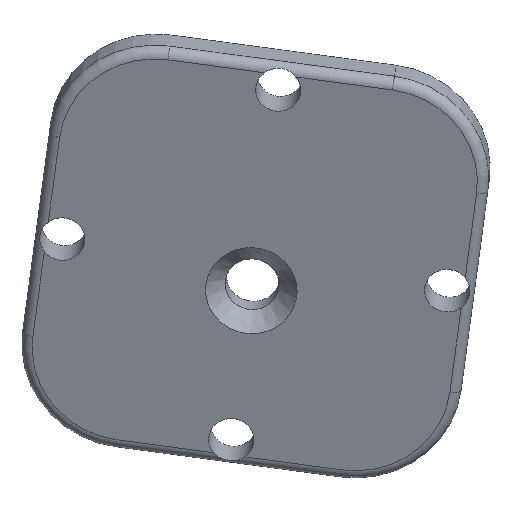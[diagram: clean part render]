
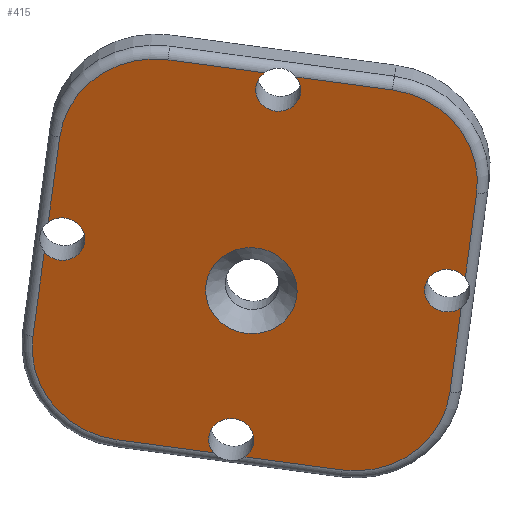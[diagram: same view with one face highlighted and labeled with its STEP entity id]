
A CAD part, left-side view. The second image highlights one B-rep face of the part: STEP entity #415.
In plain terms, the highlighted planar face has unit normal (-0.939, 0.046, -0.342).
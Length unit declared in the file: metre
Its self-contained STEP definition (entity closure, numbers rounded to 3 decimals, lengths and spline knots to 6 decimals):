
#25=PLANE('',#460);
#35=CIRCLE('',#461,0.0021);
#36=CIRCLE('',#462,0.009);
#37=CIRCLE('',#463,0.0021);
#38=CIRCLE('',#464,0.009);
#39=CIRCLE('',#465,0.0021);
#40=CIRCLE('',#466,0.009);
#41=CIRCLE('',#467,0.0021);
#42=CIRCLE('',#468,0.009);
#43=CIRCLE('',#469,0.00425);
#90=ORIENTED_EDGE('',*,*,#200,.F.);
#91=ORIENTED_EDGE('',*,*,#201,.T.);
#92=ORIENTED_EDGE('',*,*,#202,.T.);
#93=ORIENTED_EDGE('',*,*,#203,.T.);
#94=ORIENTED_EDGE('',*,*,#204,.F.);
#95=ORIENTED_EDGE('',*,*,#205,.T.);
#96=ORIENTED_EDGE('',*,*,#206,.T.);
#97=ORIENTED_EDGE('',*,*,#207,.T.);
#98=ORIENTED_EDGE('',*,*,#208,.F.);
#99=ORIENTED_EDGE('',*,*,#209,.T.);
#100=ORIENTED_EDGE('',*,*,#210,.T.);
#101=ORIENTED_EDGE('',*,*,#211,.T.);
#102=ORIENTED_EDGE('',*,*,#212,.F.);
#103=ORIENTED_EDGE('',*,*,#213,.T.);
#104=ORIENTED_EDGE('',*,*,#214,.T.);
#105=ORIENTED_EDGE('',*,*,#215,.T.);
#106=ORIENTED_EDGE('',*,*,#216,.T.);
#200=EDGE_CURVE('',#251,#252,#35,.T.);
#201=EDGE_CURVE('',#251,#253,#290,.T.);
#202=EDGE_CURVE('',#253,#254,#36,.T.);
#203=EDGE_CURVE('',#254,#255,#291,.T.);
#204=EDGE_CURVE('',#256,#255,#37,.T.);
#205=EDGE_CURVE('',#256,#257,#292,.T.);
#206=EDGE_CURVE('',#257,#258,#38,.T.);
#207=EDGE_CURVE('',#258,#259,#293,.T.);
#208=EDGE_CURVE('',#260,#259,#39,.T.);
#209=EDGE_CURVE('',#260,#261,#294,.T.);
#210=EDGE_CURVE('',#261,#262,#40,.T.);
#211=EDGE_CURVE('',#262,#263,#295,.T.);
#212=EDGE_CURVE('',#264,#263,#41,.T.);
#213=EDGE_CURVE('',#264,#265,#296,.T.);
#214=EDGE_CURVE('',#265,#266,#42,.T.);
#215=EDGE_CURVE('',#266,#252,#297,.T.);
#216=EDGE_CURVE('',#267,#267,#43,.F.);
#251=VERTEX_POINT('',#686);
#252=VERTEX_POINT('',#687);
#253=VERTEX_POINT('',#689);
#254=VERTEX_POINT('',#691);
#255=VERTEX_POINT('',#693);
#256=VERTEX_POINT('',#695);
#257=VERTEX_POINT('',#697);
#258=VERTEX_POINT('',#699);
#259=VERTEX_POINT('',#701);
#260=VERTEX_POINT('',#703);
#261=VERTEX_POINT('',#705);
#262=VERTEX_POINT('',#707);
#263=VERTEX_POINT('',#709);
#264=VERTEX_POINT('',#711);
#265=VERTEX_POINT('',#713);
#266=VERTEX_POINT('',#715);
#267=VERTEX_POINT('',#718);
#290=LINE('',#688,#314);
#291=LINE('',#692,#315);
#292=LINE('',#696,#316);
#293=LINE('',#700,#317);
#294=LINE('',#704,#318);
#295=LINE('',#708,#319);
#296=LINE('',#712,#320);
#297=LINE('',#716,#321);
#314=VECTOR('',#553,1.);
#315=VECTOR('',#556,1.);
#316=VECTOR('',#559,1.);
#317=VECTOR('',#562,1.);
#318=VECTOR('',#565,1.);
#319=VECTOR('',#568,1.);
#320=VECTOR('',#571,1.);
#321=VECTOR('',#574,1.);
#330=EDGE_LOOP('',(#90,#91,#92,#93,#94,#95,#96,#97,#98,#99,#100,#101,#102,
#103,#104,#105));
#331=EDGE_LOOP('',(#106));
#366=FACE_BOUND('',#330,.T.);
#367=FACE_BOUND('',#331,.T.);
#415=ADVANCED_FACE('',(#366,#367),#25,.T.);
#460=AXIS2_PLACEMENT_3D('',#684,#549,#550);
#461=AXIS2_PLACEMENT_3D('',#685,#551,#552);
#462=AXIS2_PLACEMENT_3D('',#690,#554,#555);
#463=AXIS2_PLACEMENT_3D('',#694,#557,#558);
#464=AXIS2_PLACEMENT_3D('',#698,#560,#561);
#465=AXIS2_PLACEMENT_3D('',#702,#563,#564);
#466=AXIS2_PLACEMENT_3D('',#706,#566,#567);
#467=AXIS2_PLACEMENT_3D('',#710,#569,#570);
#468=AXIS2_PLACEMENT_3D('',#714,#572,#573);
#469=AXIS2_PLACEMENT_3D('',#717,#575,#576);
#549=DIRECTION('',(-0.939,0.046,-0.342));
#550=DIRECTION('',(-0.043,-0.999,-0.016));
#551=DIRECTION('',(-0.939,0.046,-0.342));
#552=DIRECTION('',(-0.342,0.,0.94));
#553=DIRECTION('',(0.,-0.991,-0.133));
#554=DIRECTION('',(-0.939,0.046,-0.342));
#555=DIRECTION('',(-0.342,0.,0.94));
#556=DIRECTION('',(-0.345,-0.125,0.93));
#557=DIRECTION('',(-0.939,0.046,-0.342));
#558=DIRECTION('',(-0.342,0.,0.94));
#559=DIRECTION('',(-0.345,-0.125,0.93));
#560=DIRECTION('',(-0.939,0.046,-0.342));
#561=DIRECTION('',(-0.342,0.,0.94));
#562=DIRECTION('',(0.,0.991,0.133));
#563=DIRECTION('',(-0.939,0.046,-0.342));
#564=DIRECTION('',(-0.342,0.,0.94));
#565=DIRECTION('',(0.,0.991,0.133));
#566=DIRECTION('',(-0.939,0.046,-0.342));
#567=DIRECTION('',(-0.342,0.,0.94));
#568=DIRECTION('',(0.345,0.125,-0.93));
#569=DIRECTION('',(-0.939,0.046,-0.342));
#570=DIRECTION('',(-0.342,0.,0.94));
#571=DIRECTION('',(0.345,0.125,-0.93));
#572=DIRECTION('',(-0.939,0.046,-0.342));
#573=DIRECTION('',(-0.342,0.,0.94));
#574=DIRECTION('',(0.,-0.991,-0.133));
#575=DIRECTION('',(-0.939,0.046,-0.342));
#576=DIRECTION('',(-0.342,0.,0.94));
#684=CARTESIAN_POINT('',(0.172131,-0.07218,0.153932));
#685=CARTESIAN_POINT('',(0.178146,-0.070005,0.137717));
#686=CARTESIAN_POINT('',(0.178664,-0.071274,0.136126));
#687=CARTESIAN_POINT('',(0.178664,-0.068361,0.136517));
#688=CARTESIAN_POINT('',(0.178664,-0.080224,0.134926));
#689=CARTESIAN_POINT('',(0.178664,-0.080224,0.134926));
#690=CARTESIAN_POINT('',(0.175558,-0.081347,0.143298));
#691=CARTESIAN_POINT('',(0.175558,-0.090267,0.142101));
#692=CARTESIAN_POINT('',(0.168704,-0.092746,0.160577));
#693=CARTESIAN_POINT('',(0.172638,-0.091323,0.149972));
#694=CARTESIAN_POINT('',(0.172131,-0.09002,0.151539));
#695=CARTESIAN_POINT('',(0.171624,-0.09169,0.152706));
#696=CARTESIAN_POINT('',(0.168704,-0.092746,0.160577));
#697=CARTESIAN_POINT('',(0.168704,-0.092746,0.160577));
#698=CARTESIAN_POINT('',(0.168704,-0.083826,0.161774));
#699=CARTESIAN_POINT('',(0.165598,-0.084949,0.170146));
#700=CARTESIAN_POINT('',(0.165598,-0.064136,0.172938));
#701=CARTESIAN_POINT('',(0.165598,-0.075999,0.171347));
#702=CARTESIAN_POINT('',(0.166116,-0.074355,0.170147));
#703=CARTESIAN_POINT('',(0.165598,-0.073086,0.171738));
#704=CARTESIAN_POINT('',(0.165598,-0.064136,0.172938));
#705=CARTESIAN_POINT('',(0.165598,-0.064136,0.172938));
#706=CARTESIAN_POINT('',(0.168704,-0.063012,0.164566));
#707=CARTESIAN_POINT('',(0.168704,-0.054092,0.165763));
#708=CARTESIAN_POINT('',(0.175558,-0.051614,0.147287));
#709=CARTESIAN_POINT('',(0.171624,-0.053036,0.157892));
#710=CARTESIAN_POINT('',(0.172131,-0.05434,0.156325));
#711=CARTESIAN_POINT('',(0.172638,-0.05267,0.155158));
#712=CARTESIAN_POINT('',(0.175558,-0.051614,0.147287));
#713=CARTESIAN_POINT('',(0.175558,-0.051614,0.147287));
#714=CARTESIAN_POINT('',(0.175558,-0.060534,0.14609));
#715=CARTESIAN_POINT('',(0.178664,-0.059411,0.137718));
#716=CARTESIAN_POINT('',(0.178664,-0.080224,0.134926));
#717=CARTESIAN_POINT('',(0.173018,-0.071859,0.151542));
#718=CARTESIAN_POINT('',(0.171563,-0.071859,0.155535));
